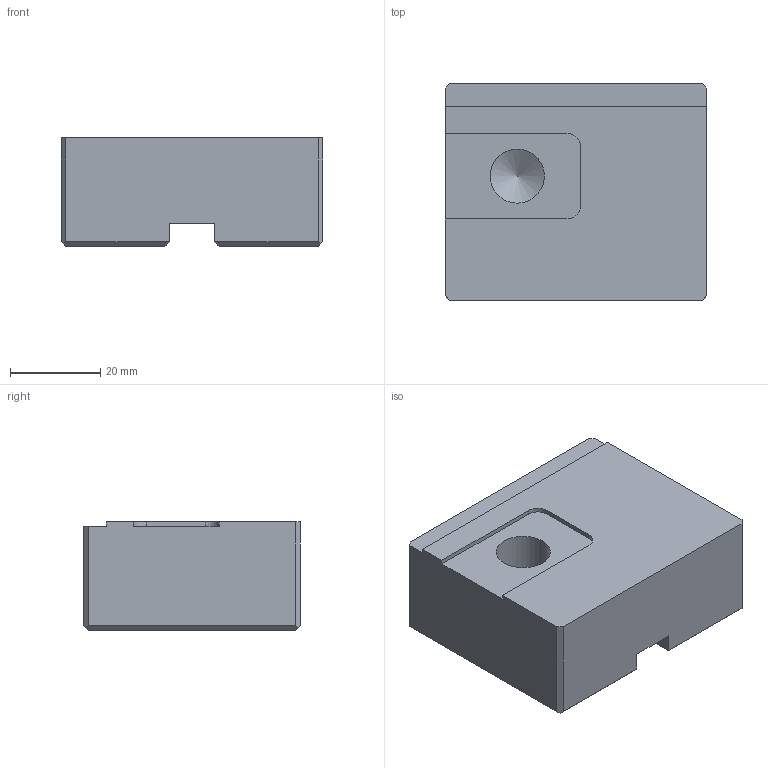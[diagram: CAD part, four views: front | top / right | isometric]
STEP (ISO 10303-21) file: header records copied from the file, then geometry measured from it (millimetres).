
FILE_DESCRIPTION(/* description */ (''),/* implementation_level */ '2;1');
FILE_NAME(/* name */ '[구독자 요청강의] MCT 다중원점 멀티 캠 프로그래밍 (NX모델링).stp',/* time_stamp */ '2023-06-06T07:20:03+09:00',/* author */ (''),/* organization */ (''),/* preprocessor_version */ 'ST-DEVELOPER v16',/* originating_system */ 'SIEMENS PLM Software NX 10.0',/* authorisation */ '');
FILE_SCHEMA (('CONFIG_CONTROL_DESIGN'));
Length unit declared in the file: millimetre
Products named in the file (1): [구독자 요청강의] MCT \X2\B2E4C911C6D0C810
)
Bounding box: 58 x 48 x 24 mm (x, y, z)
Volume: 60355.1 mm3; surface area: 12151.9 mm2
Topology: 1 solids, 1 shells, 40 faces, 110 edges, 72 vertices
Faces by surface type: plane 28, cylinder 7, cone 5
Full cylindrical faces by diameter (mm): 3.242 x3, 8.917 x1, 12 x1
Entity records: 1220 total; most frequent: CARTESIAN_POINT 198, DIRECTION 186, ORIENTED_EDGE 180, EDGE_CURVE 90, LINE 76, VECTOR 76, VERTEX_POINT 67, AXIS2_PLACEMENT_3D 55
